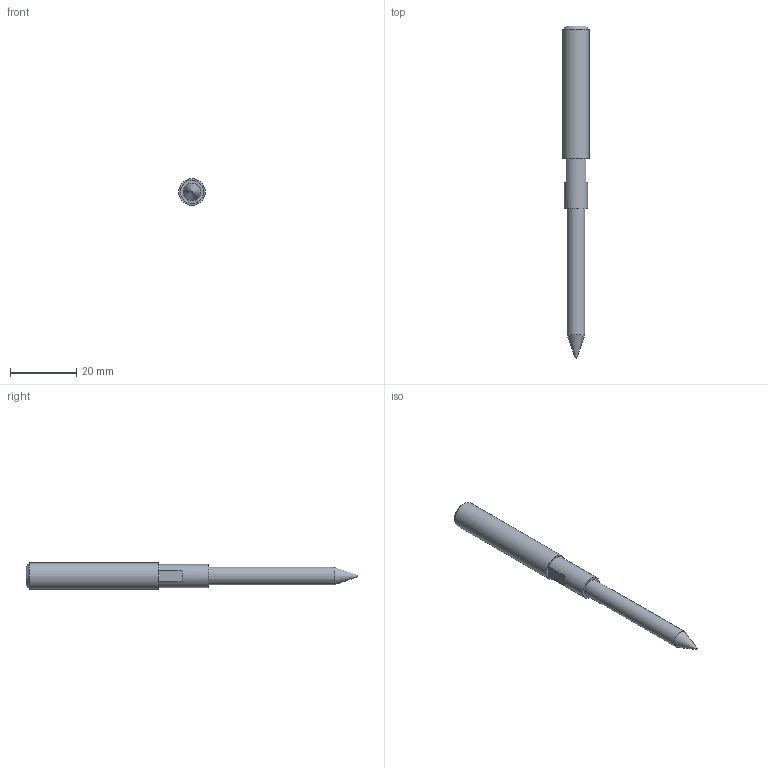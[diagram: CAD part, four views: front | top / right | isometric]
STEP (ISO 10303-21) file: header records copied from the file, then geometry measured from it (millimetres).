
FILE_DESCRIPTION (( 'STEP AP203' ), '1' );
FILE_NAME ('58341-240-100.step', '2020-01-27T13:56:46', ( '' ), ( '' ), 'SwSTEP 2.0', 'SolidWorks 2015', '' );
FILE_SCHEMA (( 'CONFIG_CONTROL_DESIGN' ));
Length unit declared in the file: millimetre
Products named in the file (2): 58341-240-100
Bounding box: 8 x 100 x 8 mm (x, y, z)
Volume: 3454.4 mm3; surface area: 2102.3 mm2
Topology: 1 solids, 1 shells, 269 faces, 711 edges, 475 vertices
Faces by surface type: plane 136, bspline 128, cylinder 3, cone 2
Full cylindrical faces by diameter (mm): 5.3 x1, 7 x1, 8 x1
Entity records: 15260 total; most frequent: CARTESIAN_POINT 9337, ORIENTED_EDGE 1406, DIRECTION 744, EDGE_CURVE 703, VERTEX_POINT 471, VECTOR 436, LINE 436, EDGE_LOOP 304
